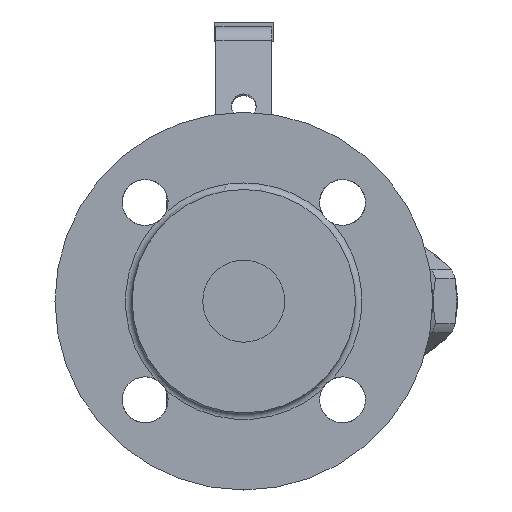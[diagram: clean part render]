
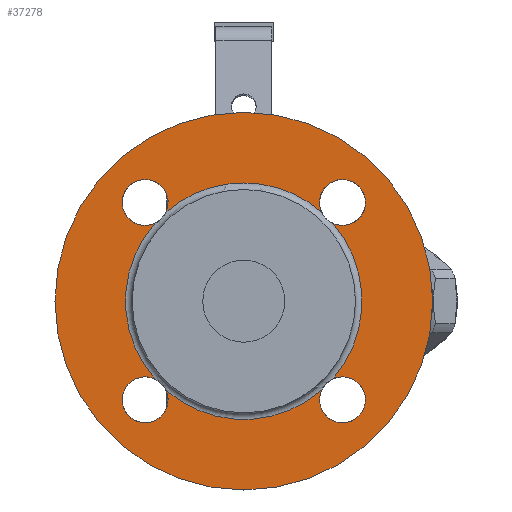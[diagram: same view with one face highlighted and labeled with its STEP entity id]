
A CAD part, left-side view. The second image highlights one B-rep face of the part: STEP entity #37278.
In plain terms, the highlighted planar face has unit normal (-1, 0, 0).
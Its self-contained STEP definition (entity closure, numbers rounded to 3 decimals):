
#3661=FACE_BOUND('',#7059,.T.);
#3843=PLANE('',#39686);
#4733=FACE_OUTER_BOUND('',#7058,.T.);
#7058=EDGE_LOOP('',(#25006));
#7059=EDGE_LOOP('',(#25007,#25008,#25009,#25010,#25011,#25012,#25013,#25014,
#25015,#25016,#25017,#25018,#25019));
#13336=CIRCLE('',#39663,36.);
#13337=CIRCLE('',#39664,36.);
#13338=CIRCLE('',#39665,36.);
#13339=CIRCLE('',#39666,36.);
#13340=CIRCLE('',#39667,36.);
#13341=CIRCLE('',#39669,7.);
#13342=CIRCLE('',#39670,7.);
#13343=CIRCLE('',#39672,7.);
#13344=CIRCLE('',#39673,7.);
#13345=CIRCLE('',#39675,7.);
#13346=CIRCLE('',#39676,7.);
#13347=CIRCLE('',#39678,7.);
#13348=CIRCLE('',#39679,7.);
#13351=CIRCLE('',#39684,57.5);
#15390=VERTEX_POINT('',#54952);
#15391=VERTEX_POINT('',#54954);
#15392=VERTEX_POINT('',#54956);
#15393=VERTEX_POINT('',#54977);
#15394=VERTEX_POINT('',#54979);
#15395=VERTEX_POINT('',#55000);
#15396=VERTEX_POINT('',#55002);
#15397=VERTEX_POINT('',#55023);
#15398=VERTEX_POINT('',#55025);
#15399=VERTEX_POINT('',#55048);
#15400=VERTEX_POINT('',#55053);
#15401=VERTEX_POINT('',#55058);
#15402=VERTEX_POINT('',#55063);
#15405=VERTEX_POINT('',#55074);
#19025=EDGE_CURVE('',#15390,#15391,#13336,.T.);
#19027=EDGE_CURVE('',#15392,#15393,#13337,.T.);
#19029=EDGE_CURVE('',#15394,#15395,#13338,.T.);
#19031=EDGE_CURVE('',#15396,#15397,#13339,.T.);
#19033=EDGE_CURVE('',#15398,#15390,#13340,.T.);
#19034=EDGE_CURVE('',#15394,#15399,#13341,.T.);
#19035=EDGE_CURVE('',#15399,#15393,#13342,.T.);
#19037=EDGE_CURVE('',#15396,#15400,#13343,.T.);
#19038=EDGE_CURVE('',#15400,#15395,#13344,.T.);
#19040=EDGE_CURVE('',#15398,#15401,#13345,.T.);
#19041=EDGE_CURVE('',#15401,#15397,#13346,.T.);
#19043=EDGE_CURVE('',#15392,#15402,#13347,.T.);
#19044=EDGE_CURVE('',#15402,#15391,#13348,.T.);
#19050=EDGE_CURVE('',#15405,#15405,#13351,.T.);
#25006=ORIENTED_EDGE('',*,*,#19050,.F.);
#25007=ORIENTED_EDGE('',*,*,#19031,.F.);
#25008=ORIENTED_EDGE('',*,*,#19037,.T.);
#25009=ORIENTED_EDGE('',*,*,#19038,.T.);
#25010=ORIENTED_EDGE('',*,*,#19029,.F.);
#25011=ORIENTED_EDGE('',*,*,#19034,.T.);
#25012=ORIENTED_EDGE('',*,*,#19035,.T.);
#25013=ORIENTED_EDGE('',*,*,#19027,.F.);
#25014=ORIENTED_EDGE('',*,*,#19043,.T.);
#25015=ORIENTED_EDGE('',*,*,#19044,.T.);
#25016=ORIENTED_EDGE('',*,*,#19025,.F.);
#25017=ORIENTED_EDGE('',*,*,#19033,.F.);
#25018=ORIENTED_EDGE('',*,*,#19040,.T.);
#25019=ORIENTED_EDGE('',*,*,#19041,.T.);
#37278=ADVANCED_FACE('',(#4733,#3661),#3843,.F.);
#39663=AXIS2_PLACEMENT_3D('',#54955,#44209,#44210);
#39664=AXIS2_PLACEMENT_3D('',#54978,#44211,#44212);
#39665=AXIS2_PLACEMENT_3D('',#55001,#44213,#44214);
#39666=AXIS2_PLACEMENT_3D('',#55024,#44215,#44216);
#39667=AXIS2_PLACEMENT_3D('',#55046,#44217,#44218);
#39669=AXIS2_PLACEMENT_3D('',#55049,#44221,#44222);
#39670=AXIS2_PLACEMENT_3D('',#55050,#44223,#44224);
#39672=AXIS2_PLACEMENT_3D('',#55054,#44228,#44229);
#39673=AXIS2_PLACEMENT_3D('',#55055,#44230,#44231);
#39675=AXIS2_PLACEMENT_3D('',#55059,#44235,#44236);
#39676=AXIS2_PLACEMENT_3D('',#55060,#44237,#44238);
#39678=AXIS2_PLACEMENT_3D('',#55064,#44242,#44243);
#39679=AXIS2_PLACEMENT_3D('',#55065,#44244,#44245);
#39684=AXIS2_PLACEMENT_3D('',#55076,#44257,#44258);
#39686=AXIS2_PLACEMENT_3D('',#55078,#44261,#44262);
#44209=DIRECTION('center_axis',(-1.,0.,0.));
#44210=DIRECTION('ref_axis',(0.,0.,
-1.));
#44211=DIRECTION('center_axis',(-1.,0.,0.));
#44212=DIRECTION('ref_axis',(0.,0.,
-1.));
#44213=DIRECTION('center_axis',(-1.,0.,0.));
#44214=DIRECTION('ref_axis',(0.,0.,
-1.));
#44215=DIRECTION('center_axis',(-1.,0.,0.));
#44216=DIRECTION('ref_axis',(0.,0.,
-1.));
#44217=DIRECTION('center_axis',(-1.,0.,0.));
#44218=DIRECTION('ref_axis',(0.,0.,
-1.));
#44221=DIRECTION('center_axis',(1.,0.,0.));
#44222=DIRECTION('ref_axis',(0.,1.,0.));
#44223=DIRECTION('center_axis',(1.,0.,0.));
#44224=DIRECTION('ref_axis',(0.,1.,0.));
#44228=DIRECTION('center_axis',(1.,0.,0.));
#44229=DIRECTION('ref_axis',(0.,0.,
-1.));
#44230=DIRECTION('center_axis',(1.,0.,0.));
#44231=DIRECTION('ref_axis',(0.,0.,
-1.));
#44235=DIRECTION('center_axis',(1.,0.,0.));
#44236=DIRECTION('ref_axis',(0.,-1.,0.));
#44237=DIRECTION('center_axis',(1.,0.,0.));
#44238=DIRECTION('ref_axis',(0.,-1.,0.));
#44242=DIRECTION('center_axis',(1.,0.,0.));
#44243=DIRECTION('ref_axis',(0.,0.,
1.));
#44244=DIRECTION('center_axis',(1.,0.,0.));
#44245=DIRECTION('ref_axis',(0.,0.,
1.));
#44257=DIRECTION('center_axis',(1.,0.,0.));
#44258=DIRECTION('ref_axis',(0.,0.,
-1.));
#44261=DIRECTION('center_axis',(1.,0.,0.));
#44262=DIRECTION('ref_axis',(0.,0.,
-1.));
#54952=CARTESIAN_POINT('',(-274.036,18.833,34.483));
#54954=CARTESIAN_POINT('',(-274.036,42.543,25.573));
#54955=CARTESIAN_POINT('Origin',(-274.036,18.833,-1.517));
#54956=CARTESIAN_POINT('',(-274.036,45.922,22.193));
#54977=CARTESIAN_POINT('',(-274.036,45.922,-25.227));
#54978=CARTESIAN_POINT('Origin',(-274.036,18.833,-1.517));
#54979=CARTESIAN_POINT('',(-274.036,42.543,-28.607));
#55000=CARTESIAN_POINT('',(-274.036,-4.877,-28.607));
#55001=CARTESIAN_POINT('Origin',(-274.036,18.833,-1.517));
#55002=CARTESIAN_POINT('',(-274.036,-8.257,-25.227));
#55023=CARTESIAN_POINT('',(-274.036,-8.257,22.193));
#55024=CARTESIAN_POINT('Origin',(-274.036,18.833,-1.517));
#55025=CARTESIAN_POINT('',(-274.036,-4.877,25.573));
#55046=CARTESIAN_POINT('Origin',(-274.036,18.833,-1.517));
#55048=CARTESIAN_POINT('',(-274.036,41.885,-31.569));
#55049=CARTESIAN_POINT('Origin',(-274.036,48.885,-31.569));
#55050=CARTESIAN_POINT('Origin',(-274.036,48.885,-31.569));
#55053=CARTESIAN_POINT('',(-274.036,-11.219,-24.569));
#55054=CARTESIAN_POINT('Origin',(-274.036,-11.219,-31.569));
#55055=CARTESIAN_POINT('Origin',(-274.036,-11.219,-31.569));
#55058=CARTESIAN_POINT('',(-274.036,-4.219,28.535));
#55059=CARTESIAN_POINT('Origin',(-274.036,-11.219,28.535));
#55060=CARTESIAN_POINT('Origin',(-274.036,-11.219,28.535));
#55063=CARTESIAN_POINT('',(-274.036,48.885,21.535));
#55064=CARTESIAN_POINT('Origin',(-274.036,48.885,28.535));
#55065=CARTESIAN_POINT('Origin',(-274.036,48.885,28.535));
#55074=CARTESIAN_POINT('',(-274.036,18.833,55.983));
#55076=CARTESIAN_POINT('Origin',(-274.036,18.833,-1.517));
#55078=CARTESIAN_POINT('Origin',(-274.036,18.833,-1.517));
